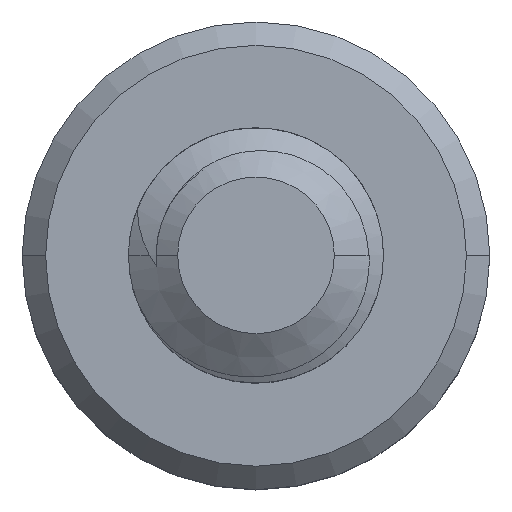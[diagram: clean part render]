
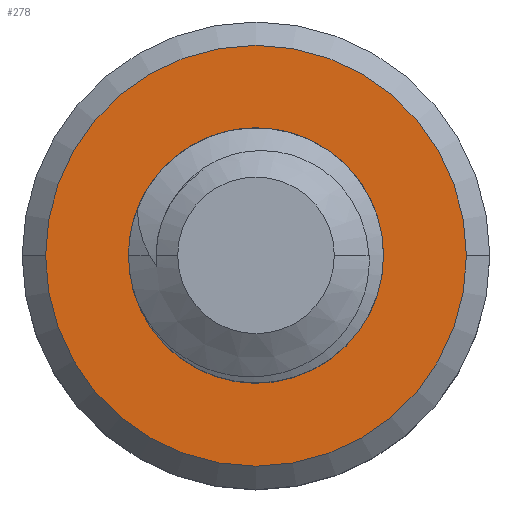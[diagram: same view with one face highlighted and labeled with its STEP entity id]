
A CAD part, top view. The second image highlights one B-rep face of the part: STEP entity #278.
In plain terms, the highlighted planar face has unit normal (0, 0, 1).
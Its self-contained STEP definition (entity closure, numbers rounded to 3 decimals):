
#30 = CARTESIAN_POINT ( 'NONE',  ( 0.266, 1.478, -3. ) ) ;
#44 = CARTESIAN_POINT ( 'NONE',  ( 0., 0., -3. ) ) ;
#55 = EDGE_CURVE ( 'NONE', #1180, #1147, #1396, .T. ) ;
#57 = CARTESIAN_POINT ( 'NONE',  ( -1.226, -0.541, -3. ) ) ;
#103 = CARTESIAN_POINT ( 'NONE',  ( 0., 0., -3. ) ) ;
#107 = VERTEX_POINT ( 'NONE', #2151 ) ;
#148 = CIRCLE ( 'NONE', #1320, 2.475 ) ;
#182 = CIRCLE ( 'NONE', #1388, 1.175 ) ;
#183 = CARTESIAN_POINT ( 'NONE',  ( 0., 0., -3. ) ) ;
#217 = CARTESIAN_POINT ( 'NONE',  ( 0.84, 1.143, -3. ) ) ;
#229 = DIRECTION ( 'NONE',  ( -1., 0., 0. ) ) ;
#242 = CARTESIAN_POINT ( 'NONE',  ( -1.423, 0.097, -3. ) ) ;
#278 = ADVANCED_FACE ( 'NONE', ( #2344, #1063 ), #1462, .F. ) ;
#285 = DIRECTION ( 'NONE',  ( 1., 0., 0. ) ) ;
#338 = CARTESIAN_POINT ( 'NONE',  ( -1.051, 1.07, -3. ) ) ;
#353 = EDGE_LOOP ( 'NONE', ( #2321, #754, #1964, #2317 ) ) ;
#399 = CARTESIAN_POINT ( 'NONE',  ( 1.095, 0.838, -3. ) ) ;
#422 = CARTESIAN_POINT ( 'NONE',  ( -0.133, -1.189, -3. ) ) ;
#430 = CARTESIAN_POINT ( 'NONE',  ( -1.322, 0.617, -3. ) ) ;
#496 = CARTESIAN_POINT ( 'NONE',  ( 0., 0., -3. ) ) ;
#560 = DIRECTION ( 'NONE',  ( -1., 0., 0. ) ) ;
#561 = EDGE_CURVE ( 'NONE', #1931, #1789, #182, .T. ) ;
#587 = CARTESIAN_POINT ( 'NONE',  ( 1.301, 0.351, -3. ) ) ;
#619 = CARTESIAN_POINT ( 'NONE',  ( -1.137, 0.968, -3. ) ) ;
#643 = ORIENTED_EDGE ( 'NONE', *, *, #1955, .T. ) ;
#683 = DIRECTION ( 'NONE',  ( 1., 0., 0. ) ) ;
#700 = EDGE_LOOP ( 'NONE', ( #643, #2277 ) ) ;
#713 = CARTESIAN_POINT ( 'NONE',  ( 0., -1.175, -3. ) ) ;
#754 = ORIENTED_EDGE ( 'NONE', *, *, #1453, .T. ) ;
#766 = CARTESIAN_POINT ( 'NONE',  ( 0., 0., -3. ) ) ;
#773 = CARTESIAN_POINT ( 'NONE',  ( 1.215, -0.312, -3. ) ) ;
#774 = B_SPLINE_CURVE_WITH_KNOTS ( 'NONE', 3,
 ( #1130, #30, #1305, #217, #1494, #399, #1677, #587, #1870, #773, #2055, #963, #2241, #1137 ),
 .UNSPECIFIED., .F., .F.,
 ( 4, 2, 2, 2, 2, 2, 4 ),
 ( 0., 0.001, 0.001, 0.002, 0.002, 0.003, 0.003 ),
 .UNSPECIFIED. ) ;
#794 = CARTESIAN_POINT ( 'NONE',  ( -0.526, -1.125, -3. ) ) ;
#959 = DIRECTION ( 'NONE',  ( -1., 0., 0. ) ) ;
#963 = CARTESIAN_POINT ( 'NONE',  ( 1.017, -0.659, -3. ) ) ;
#986 = CARTESIAN_POINT ( 'NONE',  ( -0.878, -0.941, -3. ) ) ;
#1063 = FACE_BOUND ( 'NONE', #353, .T. ) ;
#1130 = CARTESIAN_POINT ( 'NONE',  ( 0., 1.5, -3. ) ) ;
#1134 = VERTEX_POINT ( 'NONE', #1810 ) ;
#1137 = CARTESIAN_POINT ( 'NONE',  ( 0.823, -0.839, -3. ) ) ;
#1147 = VERTEX_POINT ( 'NONE', #338 ) ;
#1152 = CARTESIAN_POINT ( 'NONE',  ( -1.155, -0.655, -3. ) ) ;
#1180 = VERTEX_POINT ( 'NONE', #1440 ) ;
#1305 = CARTESIAN_POINT ( 'NONE',  ( 0.522, 1.38, -3. ) ) ;
#1312 = AXIS2_PLACEMENT_3D ( 'NONE', #183, #1648, #560 ) ;
#1317 = DIRECTION ( 'NONE',  ( 0., 0., 1. ) ) ;
#1320 = AXIS2_PLACEMENT_3D ( 'NONE', #44, #1317, #229 ) ;
#1331 = CARTESIAN_POINT ( 'NONE',  ( -1.387, -0.178, -3. ) ) ;
#1375 = DIRECTION ( 'NONE',  ( 0., 0., -1. ) ) ;
#1378 = EDGE_CURVE ( 'NONE', #1789, #1147, #2049, .T. ) ;
#1388 = AXIS2_PLACEMENT_3D ( 'NONE', #103, #1375, #285 ) ;
#1396 = CIRCLE ( 'NONE', #1875, 1.5 ) ;
#1440 = CARTESIAN_POINT ( 'NONE',  ( 0., 1.5, -3. ) ) ;
#1453 = EDGE_CURVE ( 'NONE', #1180, #1931, #774, .T. ) ;
#1462 = PLANE ( 'NONE',  #1312 ) ;
#1494 = CARTESIAN_POINT ( 'NONE',  ( 0.935, 1.048, -3. ) ) ;
#1521 = CARTESIAN_POINT ( 'NONE',  ( -1.362, 0.488, -3. ) ) ;
#1648 = DIRECTION ( 'NONE',  ( 0., 0., -1. ) ) ;
#1677 = CARTESIAN_POINT ( 'NONE',  ( 1.161, 0.72, -3. ) ) ;
#1697 = AXIS2_PLACEMENT_3D ( 'NONE', #766, #2050, #959 ) ;
#1708 = CARTESIAN_POINT ( 'NONE',  ( -1.209, 0.856, -3. ) ) ;
#1777 = DIRECTION ( 'NONE',  ( 0., 0., 1. ) ) ;
#1789 = VERTEX_POINT ( 'NONE', #713 ) ;
#1810 = CARTESIAN_POINT ( 'NONE',  ( -2.475, 0., -3. ) ) ;
#1870 = CARTESIAN_POINT ( 'NONE',  ( 1.317, 0.073, -3. ) ) ;
#1875 = AXIS2_PLACEMENT_3D ( 'NONE', #496, #1777, #683 ) ;
#1893 = CARTESIAN_POINT ( 'NONE',  ( -0.265, -1.182, -3. ) ) ;
#1902 = CARTESIAN_POINT ( 'NONE',  ( -1.051, 1.07, -3. ) ) ;
#1931 = VERTEX_POINT ( 'NONE', #2033 ) ;
#1940 = CIRCLE ( 'NONE', #1697, 2.475 ) ;
#1955 = EDGE_CURVE ( 'NONE', #1134, #107, #1940, .T. ) ;
#1964 = ORIENTED_EDGE ( 'NONE', *, *, #561, .T. ) ;
#1972 = EDGE_CURVE ( 'NONE', #107, #1134, #148, .T. ) ;
#2033 = CARTESIAN_POINT ( 'NONE',  ( 0.823, -0.839, -3. ) ) ;
#2049 = B_SPLINE_CURVE_WITH_KNOTS ( 'NONE', 3,
 ( #2253, #422, #1893, #794, #2072, #986, #2265, #1152, #57, #1331, #242, #1521, #430, #1708, #619, #1902 ),
 .UNSPECIFIED., .F., .F.,
 ( 4, 2, 2, 2, 2, 2, 2, 4 ),
 ( 0., 0., 0.001, 0.001, 0.002, 0.002, 0.003, 0.003 ),
 .UNSPECIFIED. ) ;
#2050 = DIRECTION ( 'NONE',  ( 0., 0., 1. ) ) ;
#2055 = CARTESIAN_POINT ( 'NONE',  ( 1.161, -0.435, -3. ) ) ;
#2072 = CARTESIAN_POINT ( 'NONE',  ( -0.649, -1.077, -3. ) ) ;
#2151 = CARTESIAN_POINT ( 'NONE',  ( 2.475, 0., -3. ) ) ;
#2241 = CARTESIAN_POINT ( 'NONE',  ( 0.93, -0.757, -3. ) ) ;
#2253 = CARTESIAN_POINT ( 'NONE',  ( 0., -1.175, -3. ) ) ;
#2265 = CARTESIAN_POINT ( 'NONE',  ( -0.98, -0.856, -3. ) ) ;
#2277 = ORIENTED_EDGE ( 'NONE', *, *, #1972, .T. ) ;
#2317 = ORIENTED_EDGE ( 'NONE', *, *, #1378, .T. ) ;
#2321 = ORIENTED_EDGE ( 'NONE', *, *, #55, .F. ) ;
#2344 = FACE_OUTER_BOUND ( 'NONE', #700, .T. ) ;
